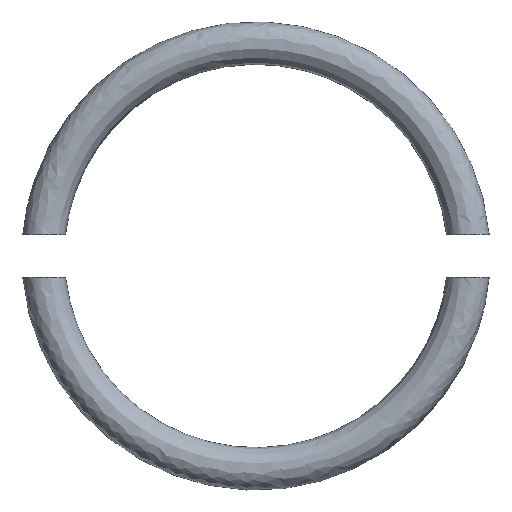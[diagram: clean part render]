
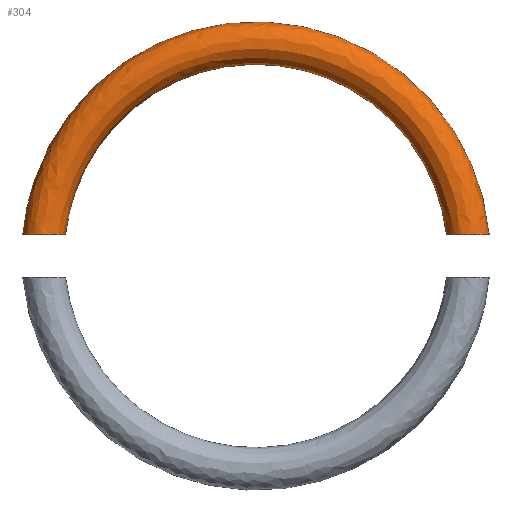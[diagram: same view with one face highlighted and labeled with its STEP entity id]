
A CAD part, top view. The second image highlights one B-rep face of the part: STEP entity #304.
In plain terms, the highlighted free-form (B-spline) face has degree [5, 5] with [9, 6] control points.
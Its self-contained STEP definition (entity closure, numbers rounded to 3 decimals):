
#139=CARTESIAN_POINT('Control Point',(17.889,2.,0.)) ;
#140=CARTESIAN_POINT('Control Point',(17.163,8.488,0.)) ;
#141=CARTESIAN_POINT('Control Point',(13.5,14.632,0.)) ;
#142=CARTESIAN_POINT('Control Point',(7.13,18.599,0.)) ;
#143=CARTESIAN_POINT('Control Point',(-4.398,19.485,0.)) ;
#144=CARTESIAN_POINT('Control Point',(-13.293,13.135,0.)) ;
#145=CARTESIAN_POINT('Control Point',(-15.896,9.823,0.)) ;
#146=CARTESIAN_POINT('Control Point',(-17.444,5.974,0.)) ;
#147=CARTESIAN_POINT('Control Point',(-17.889,2.,0.)) ;
#148=CARTESIAN_POINT('Vertex',(17.889,2.,0.)) ;
#150=CARTESIAN_POINT('Vertex',(-17.889,2.,0.)) ;
#169=CARTESIAN_POINT('Vertex',(-21.909,2.,0.)) ;
#173=CARTESIAN_POINT('Control Point',(21.909,2.,0.)) ;
#174=CARTESIAN_POINT('Control Point',(21.176,10.036,0.)) ;
#175=CARTESIAN_POINT('Control Point',(16.761,17.719,0.)) ;
#176=CARTESIAN_POINT('Control Point',(8.91,22.716,0.)) ;
#177=CARTESIAN_POINT('Control Point',(-5.398,23.876,0.)) ;
#178=CARTESIAN_POINT('Control Point',(-16.398,15.945,0.)) ;
#179=CARTESIAN_POINT('Control Point',(-19.602,11.783,0.)) ;
#180=CARTESIAN_POINT('Control Point',(-21.456,6.957,0.)) ;
#181=CARTESIAN_POINT('Control Point',(-21.909,2.,0.)) ;
#182=CARTESIAN_POINT('Vertex',(21.909,2.,0.)) ;
#210=CARTESIAN_POINT('Control Point',(18.,0.,0.)) ;
#211=CARTESIAN_POINT('Control Point',(18.,0.,8.)) ;
#212=CARTESIAN_POINT('Control Point',(26.,0.,4.)) ;
#213=CARTESIAN_POINT('Control Point',(26.,0.,-4.)) ;
#214=CARTESIAN_POINT('Control Point',(18.,0.,-8.)) ;
#215=CARTESIAN_POINT('Control Point',(18.,0.,0.)) ;
#216=CARTESIAN_POINT('Control Point',(18.,6.931,0.)) ;
#217=CARTESIAN_POINT('Control Point',(18.,6.931,8.)) ;
#218=CARTESIAN_POINT('Control Point',(26.,10.012,4.)) ;
#219=CARTESIAN_POINT('Control Point',(26.,10.012,-4.)) ;
#220=CARTESIAN_POINT('Control Point',(18.,6.931,-8.)) ;
#221=CARTESIAN_POINT('Control Point',(18.,6.931,0.)) ;
#222=CARTESIAN_POINT('Control Point',(14.664,13.863,0.)) ;
#223=CARTESIAN_POINT('Control Point',(14.664,13.863,8.)) ;
#224=CARTESIAN_POINT('Control Point',(21.181,20.024,4.)) ;
#225=CARTESIAN_POINT('Control Point',(21.181,20.024,-4.)) ;
#226=CARTESIAN_POINT('Control Point',(14.664,13.863,-8.)) ;
#227=CARTESIAN_POINT('Control Point',(14.664,13.863,0.)) ;
#228=CARTESIAN_POINT('Control Point',(8.012,18.521,0.)) ;
#229=CARTESIAN_POINT('Control Point',(8.012,18.521,8.)) ;
#230=CARTESIAN_POINT('Control Point',(11.572,26.752,4.)) ;
#231=CARTESIAN_POINT('Control Point',(11.572,26.752,-4.)) ;
#232=CARTESIAN_POINT('Control Point',(8.012,18.521,-8.)) ;
#233=CARTESIAN_POINT('Control Point',(8.012,18.521,0.)) ;
#234=CARTESIAN_POINT('Control Point',(-4.502,19.771,0.)) ;
#235=CARTESIAN_POINT('Control Point',(-4.502,19.771,8.)) ;
#236=CARTESIAN_POINT('Control Point',(-6.504,28.557,4.)) ;
#237=CARTESIAN_POINT('Control Point',(-6.504,28.557,-4.)) ;
#238=CARTESIAN_POINT('Control Point',(-4.502,19.771,-8.)) ;
#239=CARTESIAN_POINT('Control Point',(-4.502,19.771,0.)) ;
#240=CARTESIAN_POINT('Control Point',(-13.967,12.641,0.)) ;
#241=CARTESIAN_POINT('Control Point',(-13.967,12.641,8.)) ;
#242=CARTESIAN_POINT('Control Point',(-20.174,18.259,4.)) ;
#243=CARTESIAN_POINT('Control Point',(-20.174,18.259,-4.)) ;
#244=CARTESIAN_POINT('Control Point',(-13.967,12.641,-8.)) ;
#245=CARTESIAN_POINT('Control Point',(-13.967,12.641,0.)) ;
#246=CARTESIAN_POINT('Control Point',(-16.655,8.801,0.)) ;
#247=CARTESIAN_POINT('Control Point',(-16.655,8.801,8.)) ;
#248=CARTESIAN_POINT('Control Point',(-24.058,12.712,4.)) ;
#249=CARTESIAN_POINT('Control Point',(-24.058,12.712,-4.)) ;
#250=CARTESIAN_POINT('Control Point',(-16.655,8.801,-8.)) ;
#251=CARTESIAN_POINT('Control Point',(-16.655,8.801,0.)) ;
#252=CARTESIAN_POINT('Control Point',(-18.,4.4,0.)) ;
#253=CARTESIAN_POINT('Control Point',(-18.,4.4,8.)) ;
#254=CARTESIAN_POINT('Control Point',(-26.,6.356,4.)) ;
#255=CARTESIAN_POINT('Control Point',(-26.,6.356,-4.)) ;
#256=CARTESIAN_POINT('Control Point',(-18.,4.4,-8.)) ;
#257=CARTESIAN_POINT('Control Point',(-18.,4.4,0.)) ;
#258=CARTESIAN_POINT('Control Point',(-18.,0.,0.)) ;
#259=CARTESIAN_POINT('Control Point',(-18.,0.,8.)) ;
#260=CARTESIAN_POINT('Control Point',(-26.,0.,4.)) ;
#261=CARTESIAN_POINT('Control Point',(-26.,0.,-4.)) ;
#262=CARTESIAN_POINT('Control Point',(-18.,0.,-8.)) ;
#263=CARTESIAN_POINT('Control Point',(-18.,0.,0.)) ;
#265=CARTESIAN_POINT('Control Point',(-17.889,2.,0.)) ;
#266=CARTESIAN_POINT('Control Point',(-17.889,2.,0.34)) ;
#267=CARTESIAN_POINT('Control Point',(-17.961,2.,0.705)) ;
#268=CARTESIAN_POINT('Control Point',(-18.129,2.,1.076)) ;
#269=CARTESIAN_POINT('Control Point',(-18.561,2.,1.591)) ;
#270=CARTESIAN_POINT('Control Point',(-19.191,2.,1.897)) ;
#271=CARTESIAN_POINT('Control Point',(-19.44,2.,1.973)) ;
#272=CARTESIAN_POINT('Control Point',(-20.067,2.,2.056)) ;
#273=CARTESIAN_POINT('Control Point',(-20.708,2.,1.89)) ;
#274=CARTESIAN_POINT('Control Point',(-21.058,2.,1.703)) ;
#275=CARTESIAN_POINT('Control Point',(-21.53,2.,1.274)) ;
#276=CARTESIAN_POINT('Control Point',(-21.803,2.,0.703)) ;
#277=CARTESIAN_POINT('Control Point',(-21.874,2.,0.474)) ;
#278=CARTESIAN_POINT('Control Point',(-21.909,2.,0.237)) ;
#279=CARTESIAN_POINT('Control Point',(-21.909,2.,0.)) ;
#282=CARTESIAN_POINT('Control Point',(17.889,2.,0.)) ;
#283=CARTESIAN_POINT('Control Point',(17.889,2.,0.34)) ;
#284=CARTESIAN_POINT('Control Point',(17.961,2.,0.705)) ;
#285=CARTESIAN_POINT('Control Point',(18.129,2.,1.076)) ;
#286=CARTESIAN_POINT('Control Point',(18.561,2.,1.591)) ;
#287=CARTESIAN_POINT('Control Point',(19.191,2.,1.897)) ;
#288=CARTESIAN_POINT('Control Point',(19.44,2.,1.973)) ;
#289=CARTESIAN_POINT('Control Point',(20.067,2.,2.056)) ;
#290=CARTESIAN_POINT('Control Point',(20.708,2.,1.89)) ;
#291=CARTESIAN_POINT('Control Point',(21.058,2.,1.703)) ;
#292=CARTESIAN_POINT('Control Point',(21.53,2.,1.274)) ;
#293=CARTESIAN_POINT('Control Point',(21.803,2.,0.703)) ;
#294=CARTESIAN_POINT('Control Point',(21.874,2.,0.474)) ;
#295=CARTESIAN_POINT('Control Point',(21.909,2.,0.237)) ;
#296=CARTESIAN_POINT('Control Point',(21.909,2.,0.)) ;
#299=ORIENTED_EDGE('',*,*,#184,.T.) ;
#300=ORIENTED_EDGE('',*,*,#280,.F.) ;
#301=ORIENTED_EDGE('',*,*,#152,.F.) ;
#302=ORIENTED_EDGE('',*,*,#297,.T.) ;
#304=ADVANCED_FACE('PartBody',(#303),#209,.F.) ;
#264=B_SPLINE_CURVE_WITH_KNOTS('',5,(#265,#266,#267,#268,#269,#270,#271,#272,#273,#274,#275,#276,#277,#278,#279),.UNSPECIFIED.,.F.,.U.,(6,3,3,3,6),(0.,3.162,4.958,7.451,8.957),.UNSPECIFIED.) ;
#281=B_SPLINE_CURVE_WITH_KNOTS('',5,(#282,#283,#284,#285,#286,#287,#288,#289,#290,#291,#292,#293,#294,#295,#296),.UNSPECIFIED.,.F.,.U.,(6,3,3,3,6),(0.,3.162,4.958,7.451,8.957),.UNSPECIFIED.) ;
#152=EDGE_CURVE('',#149,#151,#138,.T.) ;
#184=EDGE_CURVE('',#183,#170,#172,.T.) ;
#280=EDGE_CURVE('',#151,#170,#264,.T.) ;
#297=EDGE_CURVE('',#149,#183,#281,.T.) ;
#298=EDGE_LOOP('',(#299,#300,#301,#302)) ;
#303=FACE_OUTER_BOUND('',#298,.T.) ;
#149=VERTEX_POINT('',#148) ;
#151=VERTEX_POINT('',#150) ;
#170=VERTEX_POINT('',#169) ;
#183=VERTEX_POINT('',#182) ;
#138=(BOUNDED_CURVE()B_SPLINE_CURVE(5,(#139,#140,#141,#142,#143,#144,#145,#146,#147),.UNSPECIFIED.,.F.,.U.)B_SPLINE_CURVE_WITH_KNOTS((6,3,6),(2.227,38.508,60.728),.UNSPECIFIED.)CURVE()GEOMETRIC_REPRESENTATION_ITEM()RATIONAL_B_SPLINE_CURVE((1.,1.,1.,1.,1.,1.,1.,1.,1.))REPRESENTATION_ITEM('')) ;
#172=(BOUNDED_CURVE()B_SPLINE_CURVE(5,(#173,#174,#175,#176,#177,#178,#179,#180,#181),.UNSPECIFIED.,.F.,.U.)B_SPLINE_CURVE_WITH_KNOTS((6,3,6),(1.821,38.508,61.134),.UNSPECIFIED.)CURVE()GEOMETRIC_REPRESENTATION_ITEM()RATIONAL_B_SPLINE_CURVE((0.25,0.25,0.25,0.25,0.25,0.25,0.25,0.25,0.25))REPRESENTATION_ITEM('')) ;
#209=(BOUNDED_SURFACE()B_SPLINE_SURFACE(5,5,((#210,#211,#212,#213,#214,#215),(#216,#217,#218,#219,#220,#221),(#222,#223,#224,#225,#226,#227),(#228,#229,#230,#231,#232,#233),(#234,#235,#236,#237,#238,#239),(#240,#241,#242,#243,#244,#245),(#246,#247,#248,#249,#250,#251),(#252,#253,#254,#255,#256,#257),(#258,#259,#260,#261,#262,#263)),.UNSPECIFIED.,.F.,.F.,.U.)B_SPLINE_SURFACE_WITH_KNOTS((6,3,6),(6,6),(0.,38.508,62.955),(0.,12.566),.UNSPECIFIED.)GEOMETRIC_REPRESENTATION_ITEM()RATIONAL_B_SPLINE_SURFACE(((1.,0.2,0.2,0.2,0.2,1.),(1.,0.2,0.2,0.2,0.2,1.),(1.,0.2,0.2,0.2,0.2,1.),(1.,0.2,0.2,0.2,0.2,1.),(1.,0.2,0.2,0.2,0.2,1.),(1.,0.2,0.2,0.2,0.2,1.),(1.,0.2,0.2,0.2,0.2,1.),(1.,0.2,0.2,0.2,0.2,1.),(1.,0.2,0.2,0.2,0.2,1.)))REPRESENTATION_ITEM('Rational BSpline Surface')SURFACE()) ;
